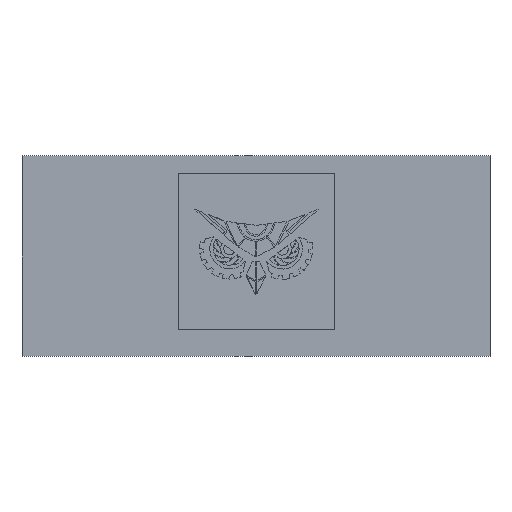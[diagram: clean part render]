
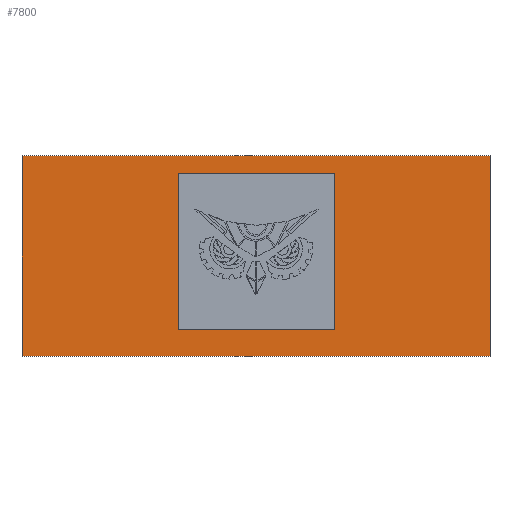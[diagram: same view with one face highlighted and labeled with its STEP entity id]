
A CAD part, top view. The second image highlights one B-rep face of the part: STEP entity #7800.
In plain terms, the highlighted planar face has unit normal (0, 0, 1).
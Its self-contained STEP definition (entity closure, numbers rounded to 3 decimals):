
#45=FACE_BOUND('',#991,.T.);
#104=PLANE('',#7908);
#532=FACE_OUTER_BOUND('',#990,.T.);
#990=EDGE_LOOP('',(#6659,#6660,#6661,#6662));
#991=EDGE_LOOP('',(#6663,#6664,#6665,#6666));
#1520=LINE('',#15319,#2037);
#1524=LINE('',#15327,#2041);
#1527=LINE('',#15333,#2044);
#1530=LINE('',#15338,#2047);
#1532=LINE('',#15344,#2049);
#1533=LINE('',#15346,#2050);
#1534=LINE('',#15348,#2051);
#1535=LINE('',#15349,#2052);
#2037=VECTOR('',#8547,10.);
#2041=VECTOR('',#8553,10.);
#2044=VECTOR('',#8558,10.);
#2047=VECTOR('',#8563,10.);
#2049=VECTOR('',#8569,10.);
#2050=VECTOR('',#8570,10.);
#2051=VECTOR('',#8571,10.);
#2052=VECTOR('',#8572,10.);
#3503=VERTEX_POINT('',#15317);
#3504=VERTEX_POINT('',#15318);
#3507=VERTEX_POINT('',#15326);
#3509=VERTEX_POINT('',#15332);
#3511=VERTEX_POINT('',#15342);
#3512=VERTEX_POINT('',#15343);
#3513=VERTEX_POINT('',#15345);
#3514=VERTEX_POINT('',#15347);
#4680=EDGE_CURVE('',#3503,#3504,#1520,.T.);
#4684=EDGE_CURVE('',#3507,#3503,#1524,.T.);
#4687=EDGE_CURVE('',#3509,#3507,#1527,.T.);
#4690=EDGE_CURVE('',#3504,#3509,#1530,.T.);
#4692=EDGE_CURVE('',#3511,#3512,#1532,.T.);
#4693=EDGE_CURVE('',#3512,#3513,#1533,.T.);
#4694=EDGE_CURVE('',#3513,#3514,#1534,.T.);
#4695=EDGE_CURVE('',#3514,#3511,#1535,.T.);
#6659=ORIENTED_EDGE('',*,*,#4692,.T.);
#6660=ORIENTED_EDGE('',*,*,#4693,.T.);
#6661=ORIENTED_EDGE('',*,*,#4694,.T.);
#6662=ORIENTED_EDGE('',*,*,#4695,.T.);
#6663=ORIENTED_EDGE('',*,*,#4680,.T.);
#6664=ORIENTED_EDGE('',*,*,#4690,.T.);
#6665=ORIENTED_EDGE('',*,*,#4687,.T.);
#6666=ORIENTED_EDGE('',*,*,#4684,.T.);
#7800=ADVANCED_FACE('',(#532,#45),#104,.T.);
#7908=AXIS2_PLACEMENT_3D('',#15341,#8567,#8568);
#8547=DIRECTION('',(0.,-1.,0.));
#8553=DIRECTION('',(1.,0.,0.));
#8558=DIRECTION('',(0.,1.,0.));
#8563=DIRECTION('',(-1.,0.,0.));
#8567=DIRECTION('center_axis',(0.,0.,1.));
#8568=DIRECTION('ref_axis',(1.,0.,0.));
#8569=DIRECTION('',(0.,1.,0.));
#8570=DIRECTION('',(-1.,0.,0.));
#8571=DIRECTION('',(0.,-1.,0.));
#8572=DIRECTION('',(1.,0.,0.));
#15317=CARTESIAN_POINT('',(58.983,61.793,2.));
#15318=CARTESIAN_POINT('',(58.983,-55.264,2.));
#15319=CARTESIAN_POINT('',(58.983,30.897,2.));
#15326=CARTESIAN_POINT('',(-58.075,61.793,2.));
#15327=CARTESIAN_POINT('',(-29.037,61.793,2.));
#15332=CARTESIAN_POINT('',(-58.075,-55.264,2.));
#15333=CARTESIAN_POINT('',(-58.075,-27.632,2.));
#15338=CARTESIAN_POINT('',(29.491,-55.264,2.));
#15341=CARTESIAN_POINT('Origin',(0.,0.,2.));
#15342=CARTESIAN_POINT('',(175.,-75.,2.));
#15343=CARTESIAN_POINT('',(175.,75.,2.));
#15344=CARTESIAN_POINT('',(175.,-75.,2.));
#15345=CARTESIAN_POINT('',(-175.,75.,2.));
#15346=CARTESIAN_POINT('',(175.,75.,2.));
#15347=CARTESIAN_POINT('',(-175.,-75.,2.));
#15348=CARTESIAN_POINT('',(-175.,75.,2.));
#15349=CARTESIAN_POINT('',(-175.,-75.,2.));
